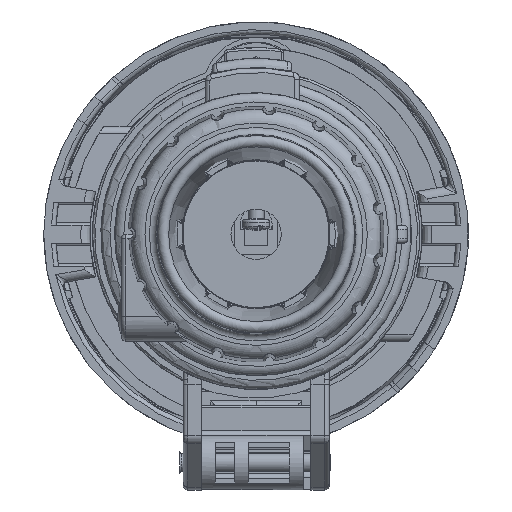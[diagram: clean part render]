
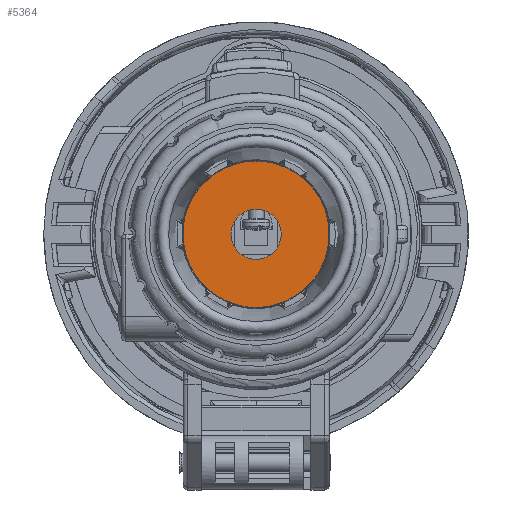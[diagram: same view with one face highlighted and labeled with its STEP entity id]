
A CAD part, front view. The second image highlights one B-rep face of the part: STEP entity #5364.
In plain terms, the highlighted planar face has unit normal (0, -1, 0).
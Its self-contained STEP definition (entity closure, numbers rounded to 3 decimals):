
#1747=PLANE('',#36833);
#5364=ADVANCED_FACE('',(#7788,#7789),#1747,.T.);
#7788=FACE_BOUND('',#10013,.T.);
#7789=FACE_BOUND('',#10014,.T.);
#10013=EDGE_LOOP('',(#23885));
#10014=EDGE_LOOP('',(#23886));
#23885=ORIENTED_EDGE('',*,*,#32092,.T.);
#23886=ORIENTED_EDGE('',*,*,#32095,.F.);
#27149=VERTEX_POINT('',#79543);
#27152=VERTEX_POINT('',#79551);
#32092=EDGE_CURVE('',#27149,#27149,#33545,.T.);
#32095=EDGE_CURVE('',#27152,#27152,#33548,.T.);
#33545=CIRCLE('',#36826,20.45);
#33548=CIRCLE('',#36831,5.5);
#36826=AXIS2_PLACEMENT_3D('',#79542,#45395,#45396);
#36831=AXIS2_PLACEMENT_3D('',#79550,#45405,#45406);
#36833=AXIS2_PLACEMENT_3D('',#79553,#45409,#45410);
#45395=DIRECTION('',(0.,-1.,0.));
#45396=DIRECTION('',(-1.,0.,0.));
#45405=DIRECTION('',(0.,-1.,0.));
#45406=DIRECTION('',(-1.,0.,0.));
#45409=DIRECTION('',(0.,-1.,0.));
#45410=DIRECTION('',(0.,0.,1.));
#79542=CARTESIAN_POINT('',(0.,-79.854,0.));
#79543=CARTESIAN_POINT('',(-20.45,-79.854,0.));
#79550=CARTESIAN_POINT('',(0.,-79.854,0.));
#79551=CARTESIAN_POINT('',(-5.5,-79.854,0.));
#79553=CARTESIAN_POINT('',(-40.9,-79.854,40.9));
